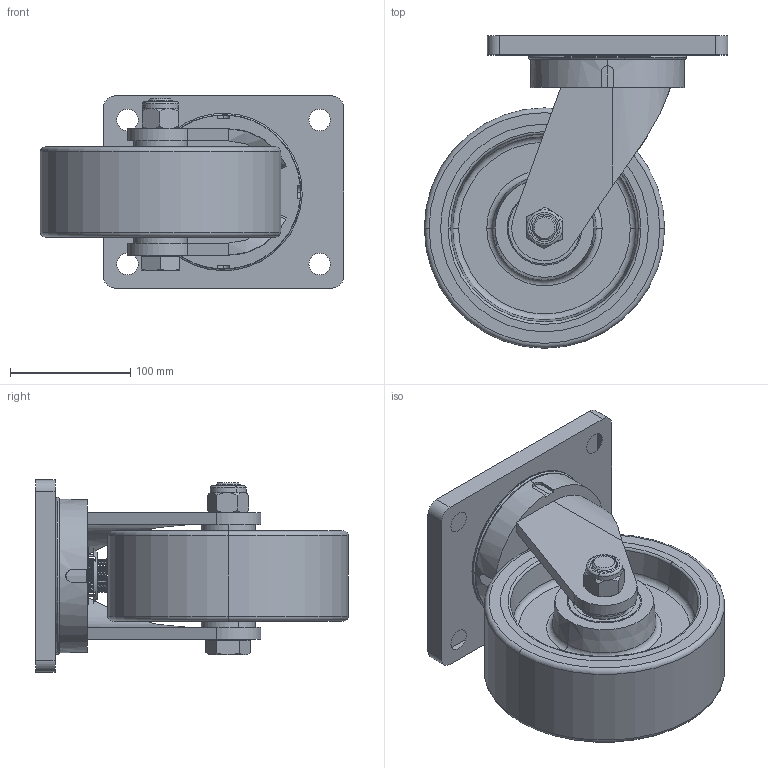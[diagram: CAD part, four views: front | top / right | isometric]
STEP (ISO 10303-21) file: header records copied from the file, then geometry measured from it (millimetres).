
FILE_DESCRIPTION (( 'STEP AP203' ), '1' );
FILE_NAME ('S8904.STEP', '2020-02-24T19:09:37', ( '' ), ( '' ), 'SwSTEP 2.0', 'SolidWorks 2013', '' );
FILE_SCHEMA (( 'CONFIG_CONTROL_DESIGN' ));
Length unit declared in the file: millimetre
Products named in the file (1): S8904
Bounding box: 252.49 x 260 x 160 mm (x, y, z)
Surface area: 387630.7 mm2 (no closed solid volume)
Topology: 0 solids, 22 shells, 323 faces, 935 edges, 642 vertices
Faces by surface type: cone 100, cylinder 92, plane 75, torus 45, bspline 11
Entity records: 15240 total; most frequent: CARTESIAN_POINT 6681, DIRECTION 1893, ORIENTED_EDGE 1602, EDGE_CURVE 935, AXIS2_PLACEMENT_3D 783, VERTEX_POINT 642, CIRCLE 470, EDGE_LOOP 360
